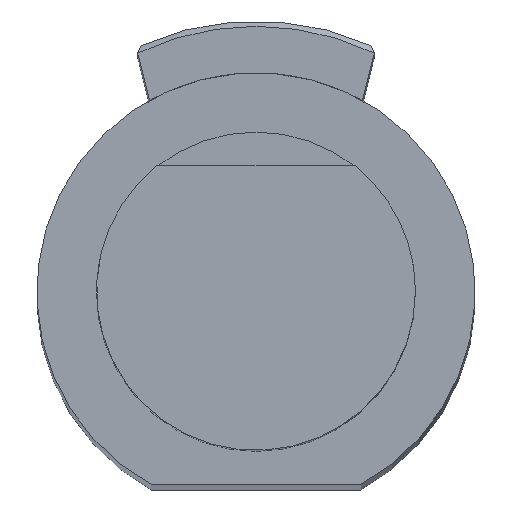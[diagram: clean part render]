
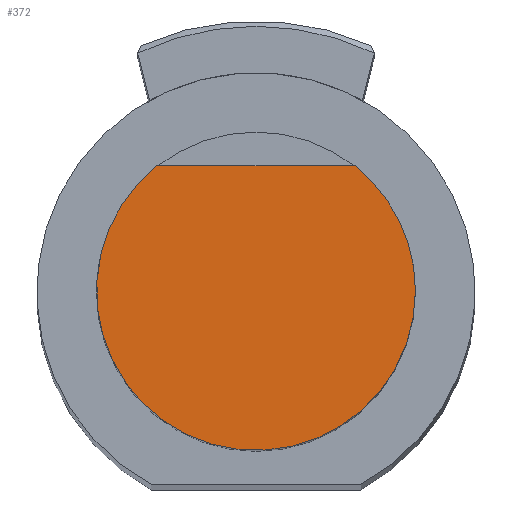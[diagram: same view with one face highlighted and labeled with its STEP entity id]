
A CAD part, top view. The second image highlights one B-rep face of the part: STEP entity #372.
In plain terms, the highlighted planar face has unit normal (0, 0, 1).
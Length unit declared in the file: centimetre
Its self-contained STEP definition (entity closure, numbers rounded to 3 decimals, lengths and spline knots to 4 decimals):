
#127=CIRCLE('',#401,0.3);
#154=VERTEX_POINT('',#572);
#155=VERTEX_POINT('',#574);
#175=VECTOR('',#461,1.);
#193=LINE('',#575,#175);
#228=EDGE_CURVE('',#154,#155,#193,.T.);
#229=EDGE_CURVE('',#154,#155,#127,.T.);
#290=ORIENTED_EDGE('',*,*,#228,.T.);
#291=ORIENTED_EDGE('',*,*,#229,.F.);
#325=EDGE_LOOP('',(#290,#291));
#349=FACE_BOUND('',#325,.T.);
#372=ADVANCED_FACE('',(#349),#598,.T.);
#400=AXIS2_PLACEMENT_3D('',#576,#462,$);
#401=AXIS2_PLACEMENT_3D('',#577,#463,#464);
#461=DIRECTION('',(-1.,0.,0.));
#462=DIRECTION('',(0.,0.,1.));
#463=DIRECTION('',(0.,0.,-1.));
#464=DIRECTION('',(0.3,0.,0.));
#572=CARTESIAN_POINT('',(0.1865,0.235,7.));
#574=CARTESIAN_POINT('',(-0.1865,0.235,7.));
#575=CARTESIAN_POINT('',(0.,0.235,7.));
#576=CARTESIAN_POINT('',(0.,0.,7.));
#577=CARTESIAN_POINT('',(0.,0.,7.));
#598=PLANE('',#400);
